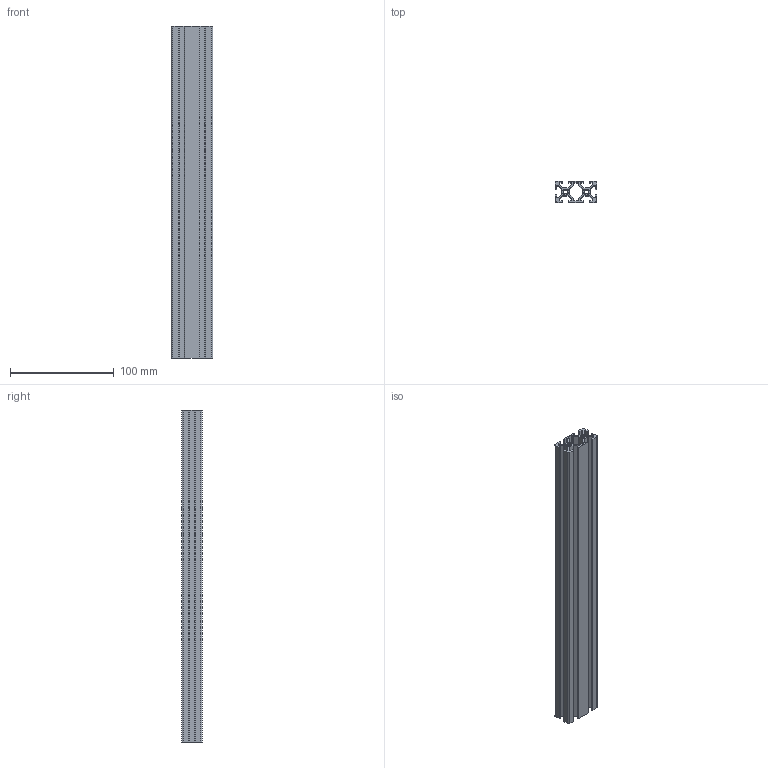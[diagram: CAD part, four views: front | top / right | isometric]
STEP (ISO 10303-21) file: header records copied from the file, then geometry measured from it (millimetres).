
FILE_DESCRIPTION (( 'STEP AP214' ), '1' );
FILE_NAME ('977969E7-5BBE-4791-A55C-437BFC8795D4.STEP', '2025-04-28T18:53:12', ( '' ), ( '' ), 'SwSTEP 2.0', 'SolidWorks 2022', '' );
FILE_SCHEMA (( 'AUTOMOTIVE_DESIGN' ));
Length unit declared in the file: millimetre
Products named in the file (1): 977969E7-5BBE-4791-A55C-437BFC8795D4
Bounding box: 40 x 20 x 320 mm (x, y, z)
Volume: 88130.8 mm3; surface area: 107194.6 mm2
Topology: 1 solids, 1 shells, 192 faces, 570 edges, 380 vertices
Faces by surface type: cylinder 106, plane 86
Entity records: 6552 total; most frequent: DIRECTION 1168, CARTESIAN_POINT 1143, ORIENTED_EDGE 1140, EDGE_CURVE 570, AXIS2_PLACEMENT_3D 405, VERTEX_POINT 380, VECTOR 358, LINE 358
